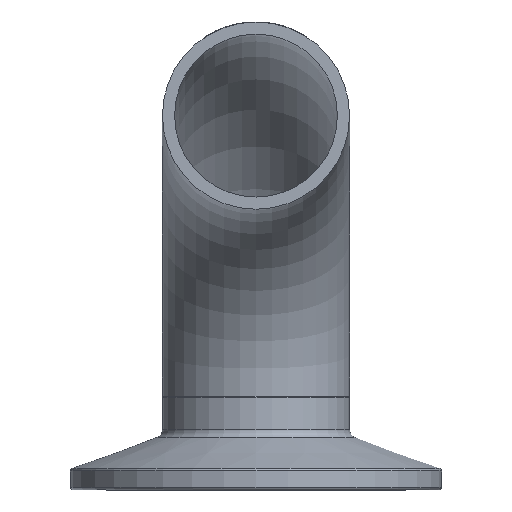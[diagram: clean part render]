
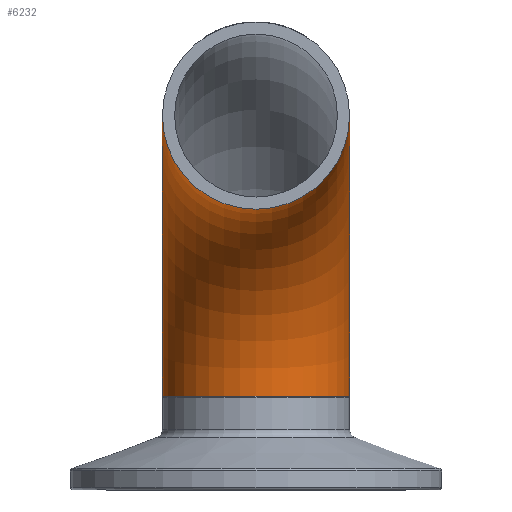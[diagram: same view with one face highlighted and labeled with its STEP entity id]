
A CAD part, front view. The second image highlights one B-rep face of the part: STEP entity #6232.
In plain terms, the highlighted toroidal (fillet/blend) face has major radius 38.1 mm and minor radius 12.7 mm.
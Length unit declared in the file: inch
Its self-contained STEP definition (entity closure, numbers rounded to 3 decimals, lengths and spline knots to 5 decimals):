
#26=TOROIDAL_SURFACE('',#6607,1.5,0.5);
#121=FACE_BOUND('',#1169,.T.);
#767=FACE_OUTER_BOUND('',#1168,.T.);
#1168=EDGE_LOOP('',(#5794));
#1169=EDGE_LOOP('',(#5795));
#1620=CIRCLE('',#6556,0.5);
#1640=CIRCLE('',#6598,0.5);
#3036=VERTEX_POINT('',#13613);
#3056=VERTEX_POINT('',#13675);
#3948=EDGE_CURVE('',#3036,#3036,#1620,.T.);
#3968=EDGE_CURVE('',#3056,#3056,#1640,.T.);
#5794=ORIENTED_EDGE('',*,*,#3948,.T.);
#5795=ORIENTED_EDGE('',*,*,#3968,.F.);
#6232=ADVANCED_FACE('',(#767,#121),#26,.T.);
#6556=AXIS2_PLACEMENT_3D('',#13614,#7650,#7651);
#6598=AXIS2_PLACEMENT_3D('',#13676,#7734,#7735);
#6607=AXIS2_PLACEMENT_3D('',#13688,#7752,#7753);
#7650=DIRECTION('center_axis',(0.,1.,0.));
#7651=DIRECTION('ref_axis',(0.,0.,
-1.));
#7734=DIRECTION('center_axis',(0.,0.,-1.));
#7735=DIRECTION('ref_axis',(0.,-1.,0.));
#7752=DIRECTION('center_axis',(1.,0.,0.));
#7753=DIRECTION('ref_axis',(0.,0.,-1.));
#13613=CARTESIAN_POINT('',(0.,-1.5,2.));
#13614=CARTESIAN_POINT('Origin',(0.,-1.5,1.5));
#13675=CARTESIAN_POINT('',(0.,0.5,0.));
#13676=CARTESIAN_POINT('Origin',(0.,0.,0.));
#13688=CARTESIAN_POINT('Origin',(0.,-1.5,0.));
